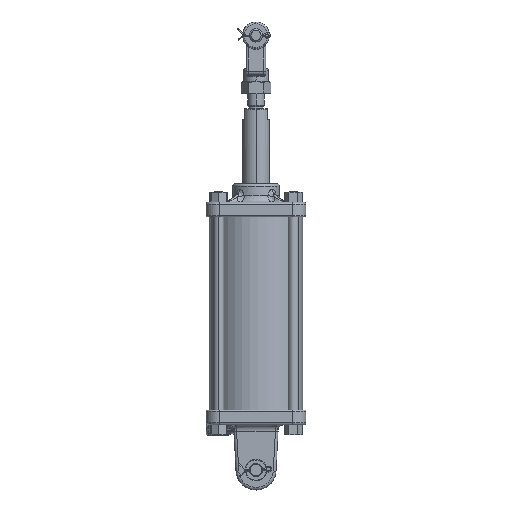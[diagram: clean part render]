
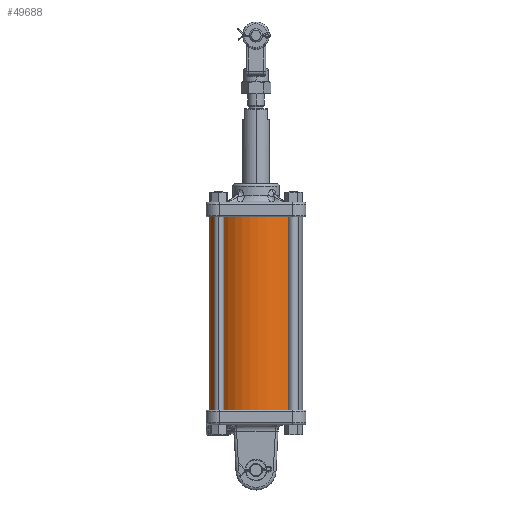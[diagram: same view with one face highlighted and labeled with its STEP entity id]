
A CAD part, left-side view. The second image highlights one B-rep face of the part: STEP entity #49688.
In plain terms, the highlighted cylindrical face has radius 44.45 mm (diameter 88.9 mm), a partial arc.
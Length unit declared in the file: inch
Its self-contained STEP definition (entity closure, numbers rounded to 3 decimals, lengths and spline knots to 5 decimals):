
#1784 = EDGE_CURVE ( 'NONE', #44151, #54597, #2045, .T. ) ;
#1864 = DIRECTION ( 'NONE',  ( 0., 0., 1. ) ) ;
#2045 = LINE ( 'NONE', #44540, #21639 ) ;
#2420 = EDGE_LOOP ( 'NONE', ( #10309, #54794, #12153, #36492 ) ) ;
#3592 = EDGE_CURVE ( 'NONE', #19665, #54597, #29465, .T. ) ;
#10309 = ORIENTED_EDGE ( 'NONE', *, *, #58306, .F. ) ;
#10738 = CARTESIAN_POINT ( 'NONE',  ( 1.75, 0., 0. ) ) ;
#11641 = AXIS2_PLACEMENT_3D ( 'NONE', #40301, #59108, #49877 ) ;
#12153 = ORIENTED_EDGE ( 'NONE', *, *, #3592, .T. ) ;
#13368 = CARTESIAN_POINT ( 'NONE',  ( 0., 0., 0. ) ) ;
#15477 = AXIS2_PLACEMENT_3D ( 'NONE', #44048, #1864, #36259 ) ;
#17669 = DIRECTION ( 'NONE',  ( 0., 0., 1. ) ) ;
#19665 = VERTEX_POINT ( 'NONE', #10738 ) ;
#21524 = CYLINDRICAL_SURFACE ( 'NONE', #11641, 1.75 ) ;
#21639 = VECTOR ( 'NONE', #49186, 39.37008 ) ;
#24729 = CARTESIAN_POINT ( 'NONE',  ( 1.75, 0., 7.5 ) ) ;
#26155 = FACE_OUTER_BOUND ( 'NONE', #2420, .T. ) ;
#29349 = VERTEX_POINT ( 'NONE', #24729 ) ;
#29465 = CIRCLE ( 'NONE', #42249, 1.75 ) ;
#32128 = DIRECTION ( 'NONE',  ( 1., 0., 0. ) ) ;
#33145 = CIRCLE ( 'NONE', #15477, 1.75 ) ;
#36259 = DIRECTION ( 'NONE',  ( 1., 0., 0. ) ) ;
#36492 = ORIENTED_EDGE ( 'NONE', *, *, #1784, .F. ) ;
#37024 = DIRECTION ( 'NONE',  ( 0., 0., -1. ) ) ;
#37930 = CARTESIAN_POINT ( 'NONE',  ( 1.75, 0., 7.5 ) ) ;
#40301 = CARTESIAN_POINT ( 'NONE',  ( 0., 0., 7.5 ) ) ;
#42249 = AXIS2_PLACEMENT_3D ( 'NONE', #13368, #17669, #32128 ) ;
#42561 = LINE ( 'NONE', #37930, #51085 ) ;
#44048 = CARTESIAN_POINT ( 'NONE',  ( 0., 0., 7.5 ) ) ;
#44151 = VERTEX_POINT ( 'NONE', #48081 ) ;
#44540 = CARTESIAN_POINT ( 'NONE',  ( -1.75, 0., 7.5 ) ) ;
#45310 = CARTESIAN_POINT ( 'NONE',  ( -1.75, 0., 0. ) ) ;
#48081 = CARTESIAN_POINT ( 'NONE',  ( -1.75, 0., 7.5 ) ) ;
#48354 = EDGE_CURVE ( 'NONE', #29349, #19665, #42561, .T. ) ;
#49186 = DIRECTION ( 'NONE',  ( 0., 0., -1. ) ) ;
#49688 = ADVANCED_FACE ( 'NONE', ( #26155 ), #21524, .T. ) ;
#49877 = DIRECTION ( 'NONE',  ( -1., 0., 0. ) ) ;
#51085 = VECTOR ( 'NONE', #37024, 39.37008 ) ;
#54597 = VERTEX_POINT ( 'NONE', #45310 ) ;
#54794 = ORIENTED_EDGE ( 'NONE', *, *, #48354, .T. ) ;
#58306 = EDGE_CURVE ( 'NONE', #29349, #44151, #33145, .T. ) ;
#59108 = DIRECTION ( 'NONE',  ( 0., 0., -1. ) ) ;
